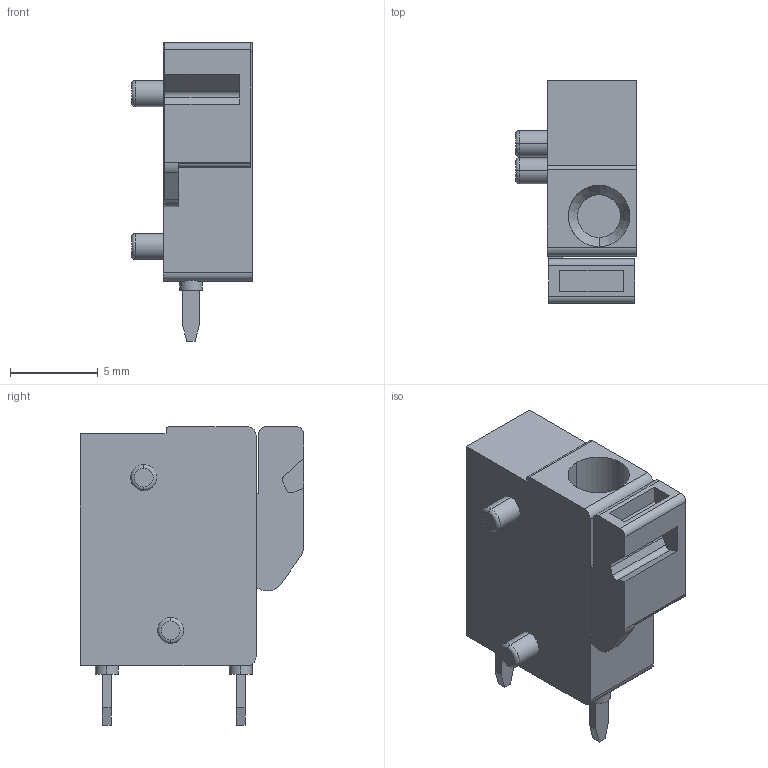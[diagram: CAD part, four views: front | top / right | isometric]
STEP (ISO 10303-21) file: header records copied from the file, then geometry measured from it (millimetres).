
FILE_DESCRIPTION((''),'2;1');
FILE_NAME('PHOENIX_1790319.stp','2015-10-09T10:17:27',(''),(''),'Mechanical Desktop 2011','Mechanical Desktop 2011',', , ');
FILE_SCHEMA(('AUTOMOTIVE_DESIGN { 1 2 10303 214 1 1 1 1 }'));
Length unit declared in the file: millimetre
Products named in the file (1): Product
Bounding box: 6.88 x 12.7 x 17 mm (x, y, z)
Volume: 705.4 mm3; surface area: 766.7 mm2
Topology: 5 solids, 5 shells, 92 faces, 211 edges, 137 vertices
Faces by surface type: plane 53, cylinder 29, torus 8, cone 2
Entity records: 2693 total; most frequent: CARTESIAN_POINT 479, DIRECTION 471, ORIENTED_EDGE 422, EDGE_CURVE 211, AXIS2_PLACEMENT_3D 168, VERTEX_POINT 137, VECTOR 135, LINE 135
